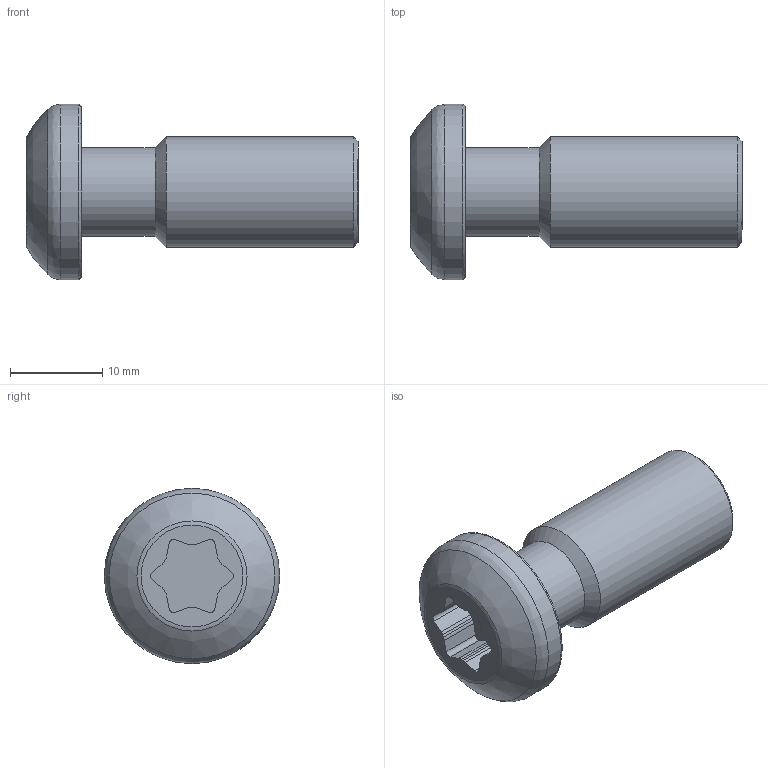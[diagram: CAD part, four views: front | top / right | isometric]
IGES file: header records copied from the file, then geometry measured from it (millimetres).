
Global section: file name: 201230.9.stp.ipt; native system: Autodesk Inventor 2014; preprocessor: unknown; author: zeman; date: 20151020.095729; units: millimetre
Bounding box: 36 x 19 x 19 mm (x, y, z)
Volume: 4277.4 mm3; surface area: 2030.3 mm2
Topology: 1 solids, 1 shells, 49 faces, 134 edges, 89 vertices
Faces by surface type: revolution 16, plane 16, cylinder 15, cone 2
Full cylindrical faces by diameter (mm): 9.6 x1, 12 x1, 19 x1
